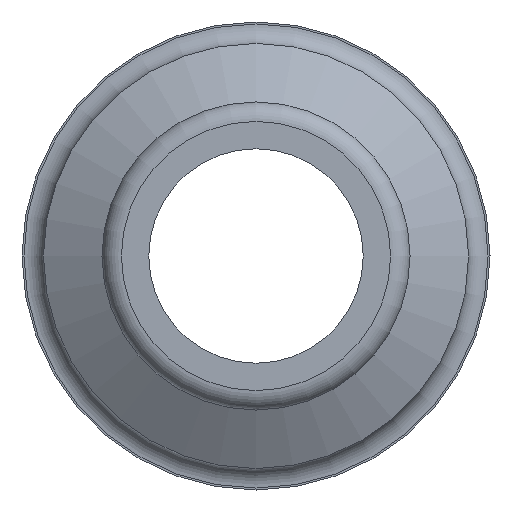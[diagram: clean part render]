
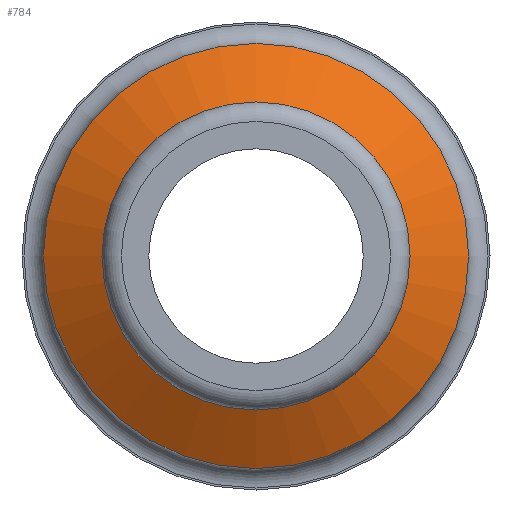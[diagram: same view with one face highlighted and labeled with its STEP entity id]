
A CAD part, left-side view. The second image highlights one B-rep face of the part: STEP entity #784.
In plain terms, the highlighted conical face has half-angle 60 degrees and reference radius 4.7 mm.
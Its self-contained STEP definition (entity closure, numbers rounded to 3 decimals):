
#730=CARTESIAN_POINT('',(8.2,3.95,0.0));
#731=VERTEX_POINT('',#730);
#732=CARTESIAN_POINT('',(8.2,0.0,0.0));
#733=DIRECTION('',(1.0,0.0,0.0));
#734=DIRECTION('',(0.0,1.0,0.0));
#735=AXIS2_PLACEMENT_3D('',#732,#733,#734);
#736=CIRCLE('',#735,3.95);
#737=EDGE_CURVE('',#731,#731,#736,.T.);
#765=CARTESIAN_POINT('',(8.633,0.0,0.0));
#766=DIRECTION('',(1.0,0.0,0.0));
#767=DIRECTION('',(0.0,1.0,0.0));
#768=AXIS2_PLACEMENT_3D('',#765,#766,#767);
#769=CONICAL_SURFACE('',#768,4.7,60.);
#770=CARTESIAN_POINT('',(9.066,5.45,0.0));
#771=VERTEX_POINT('',#770);
#772=CARTESIAN_POINT('',(9.066,0.0,0.0));
#773=DIRECTION('',(1.0,0.0,0.0));
#774=DIRECTION('',(0.0,1.0,0.0));
#775=AXIS2_PLACEMENT_3D('',#772,#773,#774);
#776=CIRCLE('',#775,5.45);
#777=EDGE_CURVE('',#771,#771,#776,.T.);
#778=ORIENTED_EDGE('',*,*,#777,.F.);
#779=EDGE_LOOP('',(#778));
#780=FACE_OUTER_BOUND('',#779,.T.);
#781=ORIENTED_EDGE('',*,*,#737,.T.);
#782=EDGE_LOOP('',(#781));
#783=FACE_BOUND('',#782,.T.);
#784=ADVANCED_FACE('',(#780,#783),#769,.T.);
